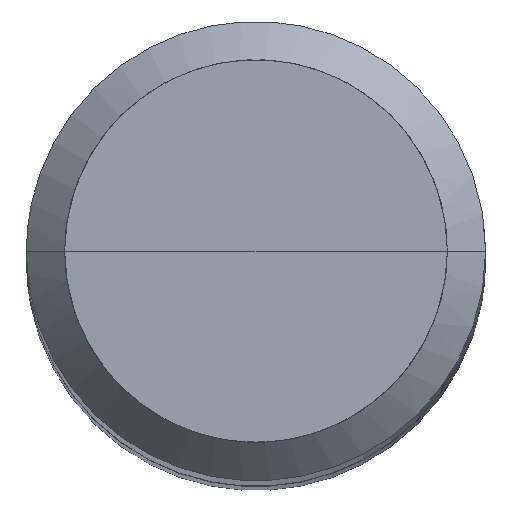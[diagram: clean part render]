
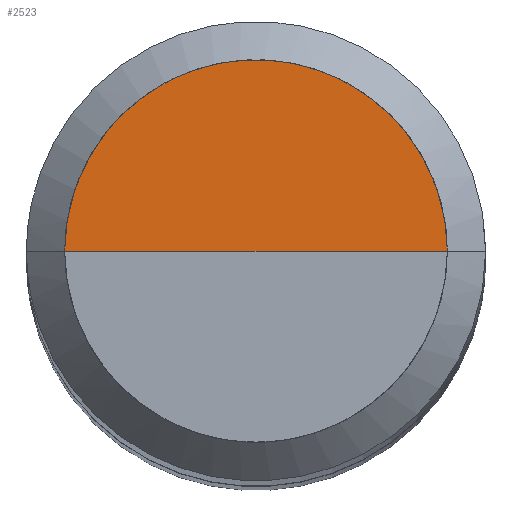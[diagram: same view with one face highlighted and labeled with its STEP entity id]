
A CAD part, top view. The second image highlights one B-rep face of the part: STEP entity #2523.
In plain terms, the highlighted free-form (B-spline) face has degree [1, 2] with [2, 5] control points.
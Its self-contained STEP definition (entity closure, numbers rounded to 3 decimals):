
#2215=CARTESIAN_POINT('',(2.5,0.0,38.85));
#2216=CARTESIAN_POINT('',(2.5,2.5,38.85));
#2217=CARTESIAN_POINT('',(0.0,2.5,38.85));
#2218=CARTESIAN_POINT('',(-2.5,2.5,38.85));
#2219=CARTESIAN_POINT('',(-2.5,0.0,38.85));
#2220=CARTESIAN_POINT('',(0.0,0.0,38.85));
#2508=(
BOUNDED_SURFACE()
B_SPLINE_SURFACE(1,2,(
(#2215,#2216,#2217,#2218,#2219),
(#2220,#2220,#2220,#2220,#2220)
), .UNSPECIFIED.,.F.,.F.,.F.)
B_SPLINE_SURFACE_WITH_KNOTS((2,2),(3,2,3),(
0.0,1.0),(
0.0,0.5,1.0), .UNSPECIFIED.)
GEOMETRIC_REPRESENTATION_ITEM()
RATIONAL_B_SPLINE_SURFACE(((1.0,0.707,1.0,0.707,1.0),
(1.0,0.707,1.0,0.707,1.0)
))
REPRESENTATION_ITEM('')
SURFACE()
);
#2509=(
BOUNDED_CURVE()
B_SPLINE_CURVE(1,(#2220,#2215),.UNSPECIFIED.,.F.,.F.)
B_SPLINE_CURVE_WITH_KNOTS((2,2),
(0.0,1.0),.UNSPECIFIED.)
CURVE()
GEOMETRIC_REPRESENTATION_ITEM()
RATIONAL_B_SPLINE_CURVE((1.0,1.0))
REPRESENTATION_ITEM('')
);
#2510=(
BOUNDED_CURVE()
B_SPLINE_CURVE(2,(#2215,#2216,#2217,#2218,#2219),.UNSPECIFIED.,.F.,.F.)
B_SPLINE_CURVE_WITH_KNOTS((3,2,3),
(0.0,0.5,1.0),.UNSPECIFIED.)
CURVE()
GEOMETRIC_REPRESENTATION_ITEM()
RATIONAL_B_SPLINE_CURVE((1.0,0.707,1.0,0.707,1.0))
REPRESENTATION_ITEM('')
);
#2511=(
BOUNDED_CURVE()
B_SPLINE_CURVE(1,(#2219,#2220),.UNSPECIFIED.,.F.,.F.)
B_SPLINE_CURVE_WITH_KNOTS((2,2),
(0.0,1.0),.UNSPECIFIED.)
CURVE()
GEOMETRIC_REPRESENTATION_ITEM()
RATIONAL_B_SPLINE_CURVE((1.0,1.0))
REPRESENTATION_ITEM('')
);
#2512=VERTEX_POINT('',#2215);
#2513=VERTEX_POINT('',#2219);
#2514=VERTEX_POINT('',#2220);
#2515=EDGE_CURVE('',#2514,#2512,#2509,.T.);
#2516=EDGE_CURVE('',#2512,#2513,#2510,.T.);
#2517=EDGE_CURVE('',#2513,#2514,#2511,.T.);
#2518=ORIENTED_EDGE('',*,*,#2515,.T.);
#2519=ORIENTED_EDGE('',*,*,#2516,.T.);
#2520=ORIENTED_EDGE('',*,*,#2517,.T.);
#2521=EDGE_LOOP('',(#2518,#2519,#2520));
#2522=FACE_OUTER_BOUND('',#2521,.T.);
#2523=ADVANCED_FACE('',(#2522),#2508,.T.);
